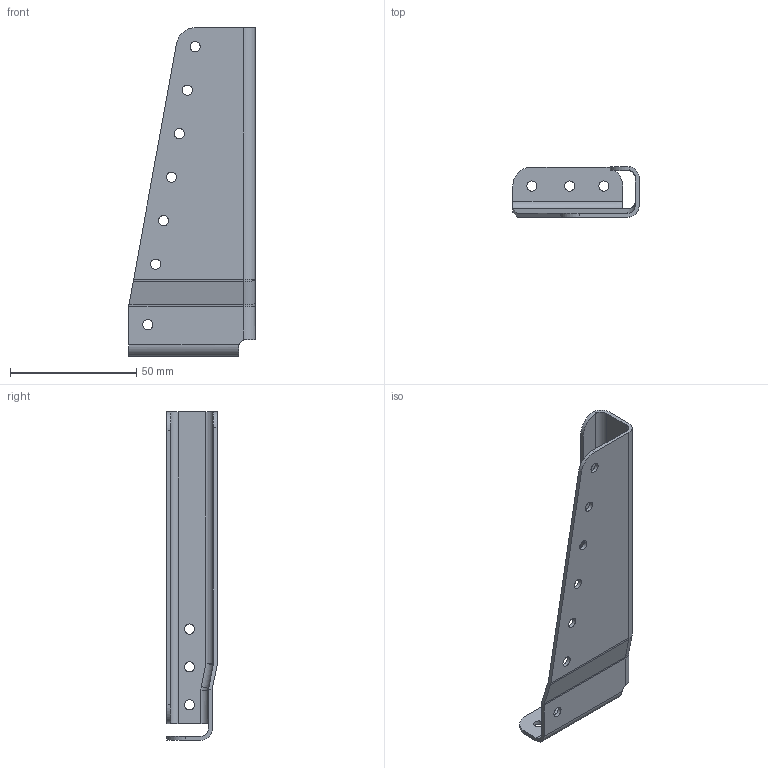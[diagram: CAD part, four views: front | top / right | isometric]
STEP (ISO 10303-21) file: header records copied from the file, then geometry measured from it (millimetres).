
FILE_DESCRIPTION(/* description */ (''),/* implementation_level */ '2;1');
FILE_NAME(/* name */ 'Val12_2.stp',/* time_stamp */ '2020-12-28T16:21:59-05:00',/* author */ ('Morty'),/* organization */ (''),/* preprocessor_version */ 'ST-DEVELOPER v18.1',/* originating_system */ 'Autodesk Inventor 2021',/* authorisation */ '');
FILE_SCHEMA (('AUTOMOTIVE_DESIGN { 1 0 10303 214 3 1 1 }'));
Length unit declared in the file: millimetre
Products named in the file (1): Val12_2
Bounding box: 50 x 20 x 130 mm (x, y, z)
Volume: 13322.9 mm3; surface area: 18615.2 mm2
Topology: 1 solids, 1 shells, 56 faces, 152 edges, 98 vertices
Faces by surface type: cylinder 33, plane 19, torus 2, sphere 2
Full cylindrical faces by diameter (mm): 4 x13
Entity records: 1891 total; most frequent: CARTESIAN_POINT 335, DIRECTION 328, ORIENTED_EDGE 304, EDGE_CURVE 152, AXIS2_PLACEMENT_3D 127, VERTEX_POINT 98, EDGE_LOOP 82, LINE 74
